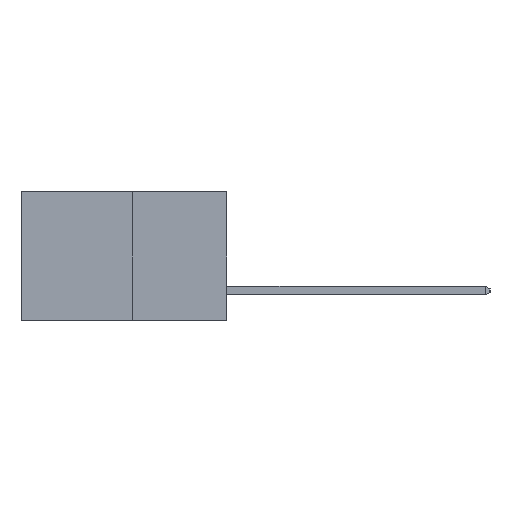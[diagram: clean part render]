
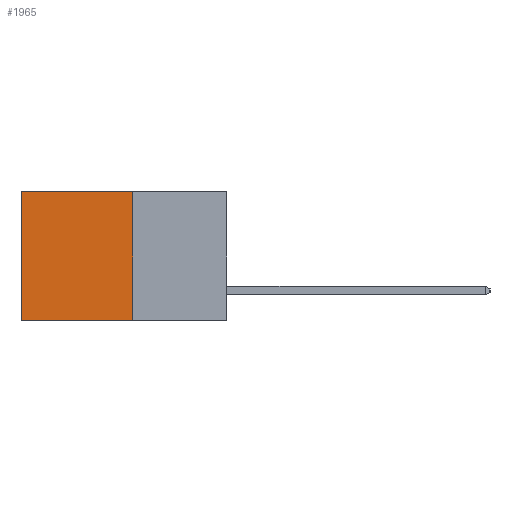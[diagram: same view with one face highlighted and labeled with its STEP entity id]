
A CAD part, left-side view. The second image highlights one B-rep face of the part: STEP entity #1965.
In plain terms, the highlighted planar face has unit normal (-1, 0, 0).
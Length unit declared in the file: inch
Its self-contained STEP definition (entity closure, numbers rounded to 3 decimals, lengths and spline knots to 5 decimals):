
#129 = PLANE ( 'NONE',  #9850 ) ;
#986 = CARTESIAN_POINT ( 'NONE',  ( 0.277, 0.59, -0.37 ) ) ;
#1358 = CARTESIAN_POINT ( 'NONE',  ( 0.277, 0.27, -0.37 ) ) ;
#1427 = VECTOR ( 'NONE', #12929, 39.37008 ) ;
#1965 = ADVANCED_FACE ( 'NONE', ( #8641 ), #129, .F. ) ;
#2218 = LINE ( 'NONE', #14754, #15693 ) ;
#4144 = EDGE_LOOP ( 'NONE', ( #12516, #12319, #16576, #7495 ) ) ;
#5169 = CARTESIAN_POINT ( 'NONE',  ( 0.277, 0.27, 0. ) ) ;
#5595 = VERTEX_POINT ( 'NONE', #14012 ) ;
#6343 = DIRECTION ( 'NONE',  ( 0., 0., -1. ) ) ;
#6531 = VECTOR ( 'NONE', #6343, 39.37008 ) ;
#7495 = ORIENTED_EDGE ( 'NONE', *, *, #14035, .T. ) ;
#8173 = DIRECTION ( 'NONE',  ( 0., 0., -1. ) ) ;
#8203 = EDGE_CURVE ( 'NONE', #8878, #5595, #2218, .T. ) ;
#8586 = CARTESIAN_POINT ( 'NONE',  ( 0.277, 0.59, 0. ) ) ;
#8641 = FACE_OUTER_BOUND ( 'NONE', #4144, .T. ) ;
#8707 = DIRECTION ( 'NONE',  ( 1., 0., 0. ) ) ;
#8878 = VERTEX_POINT ( 'NONE', #12205 ) ;
#8912 = VERTEX_POINT ( 'NONE', #10951 ) ;
#9111 = CARTESIAN_POINT ( 'NONE',  ( 0.277, 0.27, -0.37 ) ) ;
#9850 = AXIS2_PLACEMENT_3D ( 'NONE', #9111, #8707, #8173 ) ;
#10153 = LINE ( 'NONE', #1358, #16641 ) ;
#10389 = LINE ( 'NONE', #986, #6531 ) ;
#10501 = DIRECTION ( 'NONE',  ( 0., 1., 0. ) ) ;
#10537 = VERTEX_POINT ( 'NONE', #8586 ) ;
#10951 = CARTESIAN_POINT ( 'NONE',  ( 0.277, 0.59, -0.37 ) ) ;
#12205 = CARTESIAN_POINT ( 'NONE',  ( 0.277, 0.27, 0. ) ) ;
#12319 = ORIENTED_EDGE ( 'NONE', *, *, #16471, .F. ) ;
#12516 = ORIENTED_EDGE ( 'NONE', *, *, #15826, .T. ) ;
#12929 = DIRECTION ( 'NONE',  ( 0., 1., 0. ) ) ;
#14012 = CARTESIAN_POINT ( 'NONE',  ( 0.277, 0.27, -0.37 ) ) ;
#14035 = EDGE_CURVE ( 'NONE', #8878, #10537, #15735, .T. ) ;
#14754 = CARTESIAN_POINT ( 'NONE',  ( 0.277, 0.27, -0.37 ) ) ;
#15693 = VECTOR ( 'NONE', #16037, 39.37008 ) ;
#15735 = LINE ( 'NONE', #5169, #1427 ) ;
#15826 = EDGE_CURVE ( 'NONE', #10537, #8912, #10389, .T. ) ;
#16037 = DIRECTION ( 'NONE',  ( 0., 0., -1. ) ) ;
#16471 = EDGE_CURVE ( 'NONE', #5595, #8912, #10153, .T. ) ;
#16576 = ORIENTED_EDGE ( 'NONE', *, *, #8203, .F. ) ;
#16641 = VECTOR ( 'NONE', #10501, 39.37008 ) ;
